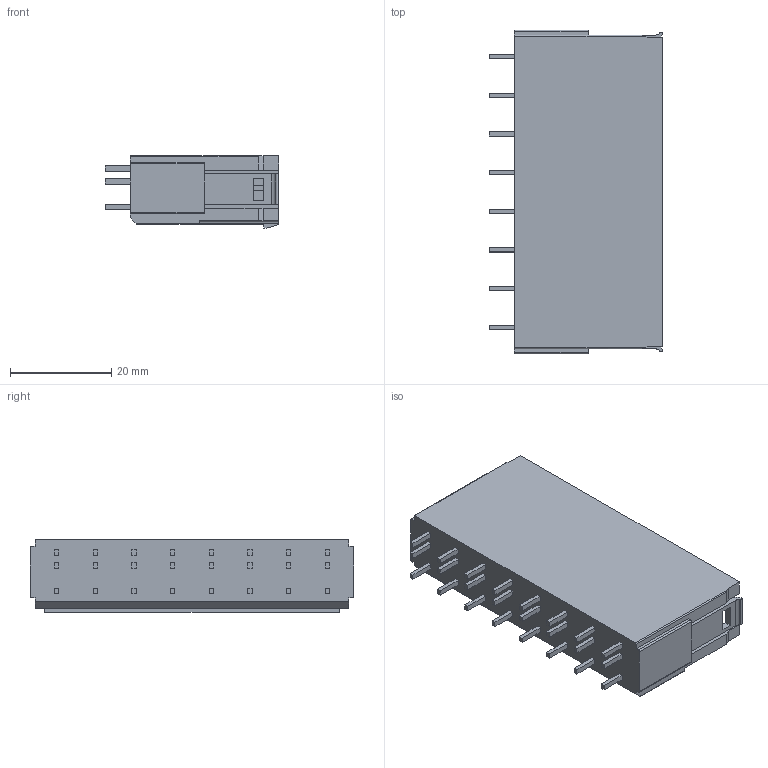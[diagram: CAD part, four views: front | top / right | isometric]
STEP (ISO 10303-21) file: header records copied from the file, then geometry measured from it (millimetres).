
FILE_DESCRIPTION((''),'2;1');
FILE_NAME('TLPHC-501V','2024-09-12T10:43:22',('sheji'),(''),'CREO PARAMETRIC BY PTC INC, 2018100','CREO PARAMETRIC BY PTC INC, 2018100','');
FILE_SCHEMA(('CONFIG_CONTROL_DESIGN'));
Length unit declared in the file: millimetre
Products named in the file (1): TLPHC-501V
Bounding box: 34.25 x 63.76 x 14.29 mm (x, y, z)
Volume: 15608.1 mm3; surface area: 13195.1 mm2
Topology: 1 solids, 1 shells, 667 faces, 1857 edges, 1238 vertices
Faces by surface type: plane 512, cylinder 155
Entity records: 21286 total; most frequent: CARTESIAN_POINT 3805, ORIENTED_EDGE 3714, DIRECTION 3485, EDGE_CURVE 1857, VECTOR 1547, LINE 1547, VERTEX_POINT 1238, AXIS2_PLACEMENT_3D 969
